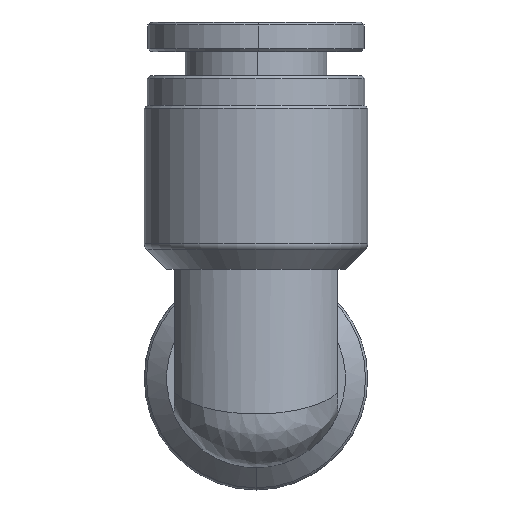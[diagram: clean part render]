
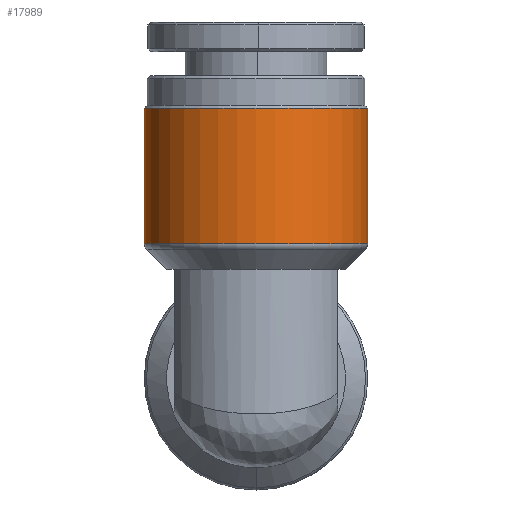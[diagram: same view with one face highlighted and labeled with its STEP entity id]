
A CAD part, front view. The second image highlights one B-rep face of the part: STEP entity #17989.
In plain terms, the highlighted cylindrical face has radius 7.5 mm (diameter 15 mm), a partial arc.
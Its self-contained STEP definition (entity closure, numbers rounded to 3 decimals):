
#272 = EDGE_CURVE ( 'NONE', #31910, #12349, #33918, .T. ) ;
#2338 = EDGE_CURVE ( 'NONE', #18949, #31910, #29883, .T. ) ;
#3420 = CARTESIAN_POINT ( 'NONE',  ( 0., 0., 13. ) ) ;
#5620 = DIRECTION ( 'NONE',  ( 0., 0., -1. ) ) ;
#5750 = CARTESIAN_POINT ( 'NONE',  ( -7.5, 0., 13. ) ) ;
#6820 = EDGE_CURVE ( 'NONE', #18141, #18949, #30524, .T. ) ;
#7558 = CARTESIAN_POINT ( 'NONE',  ( 7.5, 0., 1.707 ) ) ;
#9285 = EDGE_LOOP ( 'NONE', ( #32172, #22401, #17084, #15238 ) ) ;
#9483 = DIRECTION ( 'NONE',  ( 0., 0., -1. ) ) ;
#9584 = CARTESIAN_POINT ( 'NONE',  ( 7.5, 0., 13. ) ) ;
#10204 = CARTESIAN_POINT ( 'NONE',  ( 7.5, 0., 10.8 ) ) ;
#10388 = EDGE_CURVE ( 'NONE', #18141, #12349, #36176, .T. ) ;
#12126 = VECTOR ( 'NONE', #30726, 1000. ) ;
#12349 = VERTEX_POINT ( 'NONE', #7558 ) ;
#13971 = CARTESIAN_POINT ( 'NONE',  ( 0., 0., 1.707 ) ) ;
#15238 = ORIENTED_EDGE ( 'NONE', *, *, #272, .T. ) ;
#15652 = DIRECTION ( 'NONE',  ( -1., 0., 0. ) ) ;
#16996 = DIRECTION ( 'NONE',  ( -1., 0., 0. ) ) ;
#17084 = ORIENTED_EDGE ( 'NONE', *, *, #2338, .T. ) ;
#17989 = ADVANCED_FACE ( 'NONE', ( #29970 ), #19083, .T. ) ;
#18141 = VERTEX_POINT ( 'NONE', #10204 ) ;
#18949 = VERTEX_POINT ( 'NONE', #33649 ) ;
#19083 = CYLINDRICAL_SURFACE ( 'NONE', #28755, 7.5 ) ;
#21010 = CARTESIAN_POINT ( 'NONE',  ( -7.5, 0., 1.707 ) ) ;
#22401 = ORIENTED_EDGE ( 'NONE', *, *, #6820, .T. ) ;
#25189 = AXIS2_PLACEMENT_3D ( 'NONE', #27582, #9483, #30633 ) ;
#27582 = CARTESIAN_POINT ( 'NONE',  ( 0., 0., 10.8 ) ) ;
#28755 = AXIS2_PLACEMENT_3D ( 'NONE', #3420, #36607, #15652 ) ;
#29883 = LINE ( 'NONE', #5750, #30817 ) ;
#29970 = FACE_OUTER_BOUND ( 'NONE', #9285, .T. ) ;
#30185 = AXIS2_PLACEMENT_3D ( 'NONE', #13971, #35057, #16996 ) ;
#30524 = CIRCLE ( 'NONE', #25189, 7.5 ) ;
#30633 = DIRECTION ( 'NONE',  ( 1., 0., 0. ) ) ;
#30726 = DIRECTION ( 'NONE',  ( 0., 0., -1. ) ) ;
#30817 = VECTOR ( 'NONE', #5620, 1000. ) ;
#31910 = VERTEX_POINT ( 'NONE', #21010 ) ;
#32172 = ORIENTED_EDGE ( 'NONE', *, *, #10388, .F. ) ;
#33649 = CARTESIAN_POINT ( 'NONE',  ( -7.5, 0., 10.8 ) ) ;
#33918 = CIRCLE ( 'NONE', #30185, 7.5 ) ;
#35057 = DIRECTION ( 'NONE',  ( 0., 0., 1. ) ) ;
#36176 = LINE ( 'NONE', #9584, #12126 ) ;
#36607 = DIRECTION ( 'NONE',  ( 0., 0., -1. ) ) ;
